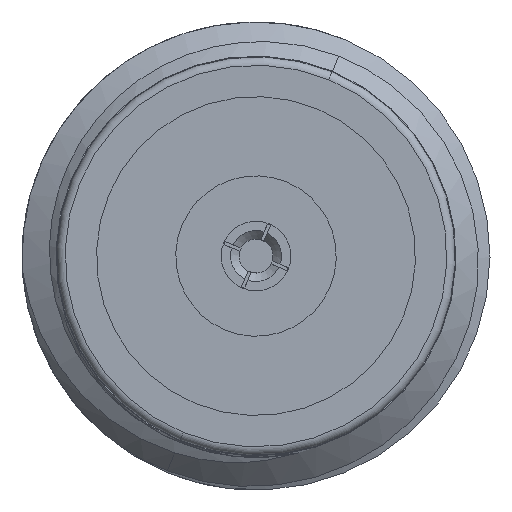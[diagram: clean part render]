
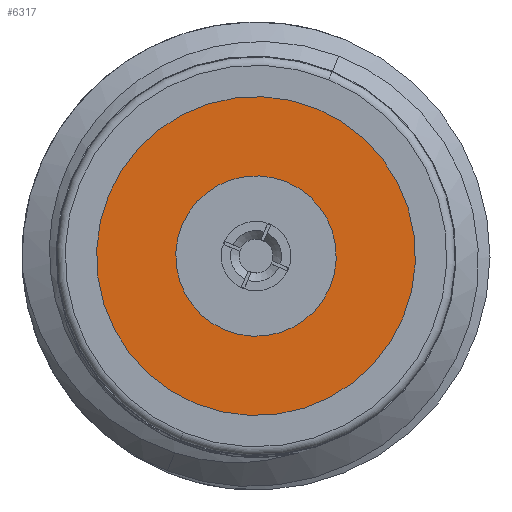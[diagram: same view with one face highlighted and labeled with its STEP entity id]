
A CAD part, left-side view. The second image highlights one B-rep face of the part: STEP entity #6317.
In plain terms, the highlighted planar face has unit normal (-1, 0, 0).
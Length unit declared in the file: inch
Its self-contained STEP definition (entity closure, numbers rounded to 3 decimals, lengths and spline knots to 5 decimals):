
#127 = ORIENTED_EDGE ( 'NONE', *, *, #2688, .T. ) ;
#249 = ORIENTED_EDGE ( 'NONE', *, *, #6256, .F. ) ;
#417 = VERTEX_POINT ( 'NONE', #6842 ) ;
#485 = DIRECTION ( 'NONE',  ( -1., 0., 0. ) ) ;
#645 = CIRCLE ( 'NONE', #1321, 0.04724 ) ;
#718 = FACE_BOUND ( 'NONE', #6074, .T. ) ;
#745 = DIRECTION ( 'NONE',  ( -1., 0., 0. ) ) ;
#1140 = EDGE_CURVE ( 'NONE', #6214, #3270, #5408, .T. ) ;
#1233 = EDGE_LOOP ( 'NONE', ( #127, #5421 ) ) ;
#1321 = AXIS2_PLACEMENT_3D ( 'NONE', #2453, #3639, #3069 ) ;
#2420 = CARTESIAN_POINT ( 'NONE',  ( 0.11608, 0.03585, -0.08678 ) ) ;
#2453 = CARTESIAN_POINT ( 'NONE',  ( 0.11608, 0., 0. ) ) ;
#2688 = EDGE_CURVE ( 'NONE', #3270, #6214, #4559, .T. ) ;
#2724 = VERTEX_POINT ( 'NONE', #4402 ) ;
#2858 = DIRECTION ( 'NONE',  ( 0., -0.382, 0.924 ) ) ;
#2959 = CARTESIAN_POINT ( 'NONE',  ( 0.11608, 0., 0. ) ) ;
#2980 = DIRECTION ( 'NONE',  ( 0., -0.382, 0.924 ) ) ;
#3069 = DIRECTION ( 'NONE',  ( 0., -0.382, 0.924 ) ) ;
#3097 = DIRECTION ( 'NONE',  ( 0., -0.382, 0.924 ) ) ;
#3144 = AXIS2_PLACEMENT_3D ( 'NONE', #2959, #3555, #2980 ) ;
#3270 = VERTEX_POINT ( 'NONE', #5884 ) ;
#3555 = DIRECTION ( 'NONE',  ( -1., 0., 0. ) ) ;
#3639 = DIRECTION ( 'NONE',  ( -1., 0., 0. ) ) ;
#3788 = EDGE_CURVE ( 'NONE', #417, #2724, #645, .T. ) ;
#3936 = AXIS2_PLACEMENT_3D ( 'NONE', #5203, #485, #2858 ) ;
#4143 = FACE_OUTER_BOUND ( 'NONE', #1233, .T. ) ;
#4265 = DIRECTION ( 'NONE',  ( 0., -0.382, 0.924 ) ) ;
#4327 = DIRECTION ( 'NONE',  ( -1., 0., 0. ) ) ;
#4402 = CARTESIAN_POINT ( 'NONE',  ( 0.11608, -0.01804, 0.04366 ) ) ;
#4559 = CIRCLE ( 'NONE', #6068, 0.0939 ) ;
#5203 = CARTESIAN_POINT ( 'NONE',  ( 0.11608, 0., 0. ) ) ;
#5349 = CIRCLE ( 'NONE', #3144, 0.04724 ) ;
#5408 = CIRCLE ( 'NONE', #3936, 0.0939 ) ;
#5421 = ORIENTED_EDGE ( 'NONE', *, *, #1140, .T. ) ;
#5549 = CARTESIAN_POINT ( 'NONE',  ( 0.11608, 0., 0. ) ) ;
#5609 = AXIS2_PLACEMENT_3D ( 'NONE', #5549, #745, #4265 ) ;
#5884 = CARTESIAN_POINT ( 'NONE',  ( 0.11608, -0.03585, 0.08678 ) ) ;
#6068 = AXIS2_PLACEMENT_3D ( 'NONE', #6175, #4327, #3097 ) ;
#6074 = EDGE_LOOP ( 'NONE', ( #249, #7407 ) ) ;
#6175 = CARTESIAN_POINT ( 'NONE',  ( 0.11608, 0., 0. ) ) ;
#6214 = VERTEX_POINT ( 'NONE', #2420 ) ;
#6256 = EDGE_CURVE ( 'NONE', #2724, #417, #5349, .T. ) ;
#6317 = ADVANCED_FACE ( 'NONE', ( #718, #4143 ), #7238, .T. ) ;
#6842 = CARTESIAN_POINT ( 'NONE',  ( 0.11608, 0.01804, -0.04366 ) ) ;
#7238 = PLANE ( 'NONE',  #5609 ) ;
#7407 = ORIENTED_EDGE ( 'NONE', *, *, #3788, .F. ) ;
